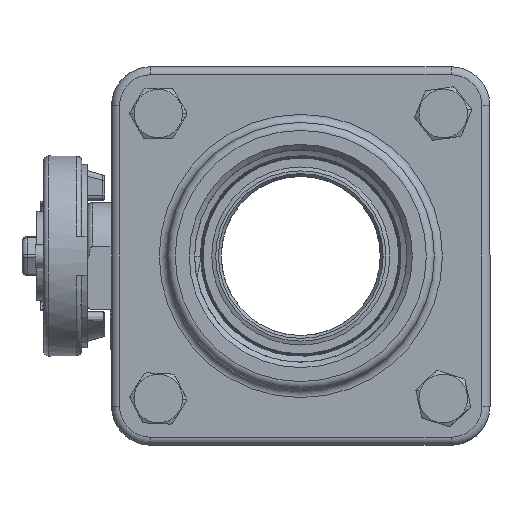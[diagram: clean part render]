
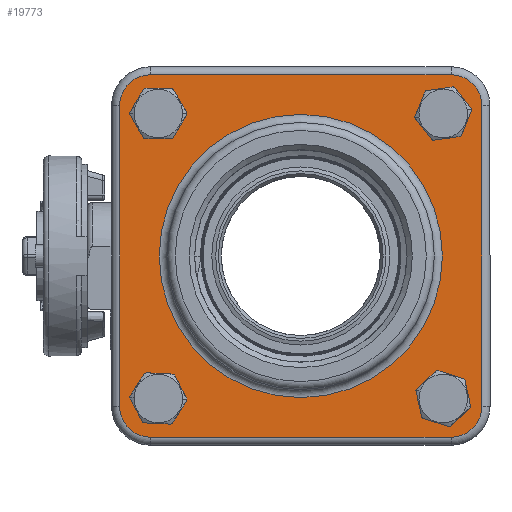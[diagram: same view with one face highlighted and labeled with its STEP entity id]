
A CAD part, left-side view. The second image highlights one B-rep face of the part: STEP entity #19773.
In plain terms, the highlighted planar face has unit normal (-1, 0, 0).
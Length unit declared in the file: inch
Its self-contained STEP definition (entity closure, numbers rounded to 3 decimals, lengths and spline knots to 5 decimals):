
#1081=FACE_BOUND('',#2917,.T.);
#1082=FACE_BOUND('',#2918,.T.);
#1083=FACE_BOUND('',#2919,.T.);
#1084=FACE_BOUND('',#2920,.T.);
#1085=FACE_BOUND('',#2921,.T.);
#1663=FACE_OUTER_BOUND('',#2916,.T.);
#2916=EDGE_LOOP('',(#14080,#14081,#14082,#14083,#14084,#14085,#14086,#14087));
#2917=EDGE_LOOP('',(#14088));
#2918=EDGE_LOOP('',(#14089));
#2919=EDGE_LOOP('',(#14090));
#2920=EDGE_LOOP('',(#14091));
#2921=EDGE_LOOP('',(#14092));
#4290=CIRCLE('',#21672,1.59);
#4291=CIRCLE('',#21674,0.3475);
#4292=CIRCLE('',#21675,0.3475);
#4293=CIRCLE('',#21676,0.3475);
#4294=CIRCLE('',#21677,0.3475);
#4295=CIRCLE('',#21678,0.219);
#4296=CIRCLE('',#21679,0.219);
#4297=CIRCLE('',#21680,0.219);
#4298=CIRCLE('',#21681,0.219);
#4950=LINE('',#31133,#6704);
#4951=LINE('',#31137,#6705);
#4952=LINE('',#31141,#6706);
#4953=LINE('',#31144,#6707);
#6704=VECTOR('',#24231,0.3937);
#6705=VECTOR('',#24234,0.3937);
#6706=VECTOR('',#24237,0.3937);
#6707=VECTOR('',#24240,0.3937);
#8609=VERTEX_POINT('',#31125);
#8610=VERTEX_POINT('',#31129);
#8611=VERTEX_POINT('',#31130);
#8612=VERTEX_POINT('',#31132);
#8613=VERTEX_POINT('',#31134);
#8614=VERTEX_POINT('',#31136);
#8615=VERTEX_POINT('',#31138);
#8616=VERTEX_POINT('',#31140);
#8617=VERTEX_POINT('',#31142);
#8618=VERTEX_POINT('',#31145);
#8619=VERTEX_POINT('',#31147);
#8620=VERTEX_POINT('',#31149);
#8621=VERTEX_POINT('',#31151);
#10653=EDGE_CURVE('',#8609,#8609,#4290,.T.);
#10654=EDGE_CURVE('',#8610,#8611,#4291,.T.);
#10655=EDGE_CURVE('',#8612,#8610,#4950,.T.);
#10656=EDGE_CURVE('',#8613,#8612,#4292,.T.);
#10657=EDGE_CURVE('',#8614,#8613,#4951,.T.);
#10658=EDGE_CURVE('',#8615,#8614,#4293,.T.);
#10659=EDGE_CURVE('',#8616,#8615,#4952,.T.);
#10660=EDGE_CURVE('',#8617,#8616,#4294,.T.);
#10661=EDGE_CURVE('',#8611,#8617,#4953,.T.);
#10662=EDGE_CURVE('',#8618,#8618,#4295,.T.);
#10663=EDGE_CURVE('',#8619,#8619,#4296,.T.);
#10664=EDGE_CURVE('',#8620,#8620,#4297,.T.);
#10665=EDGE_CURVE('',#8621,#8621,#4298,.T.);
#14080=ORIENTED_EDGE('',*,*,#10654,.F.);
#14081=ORIENTED_EDGE('',*,*,#10655,.F.);
#14082=ORIENTED_EDGE('',*,*,#10656,.F.);
#14083=ORIENTED_EDGE('',*,*,#10657,.F.);
#14084=ORIENTED_EDGE('',*,*,#10658,.F.);
#14085=ORIENTED_EDGE('',*,*,#10659,.F.);
#14086=ORIENTED_EDGE('',*,*,#10660,.F.);
#14087=ORIENTED_EDGE('',*,*,#10661,.F.);
#14088=ORIENTED_EDGE('',*,*,#10662,.T.);
#14089=ORIENTED_EDGE('',*,*,#10663,.T.);
#14090=ORIENTED_EDGE('',*,*,#10664,.T.);
#14091=ORIENTED_EDGE('',*,*,#10665,.T.);
#14092=ORIENTED_EDGE('',*,*,#10653,.F.);
#19070=PLANE('',#21673);
#19773=ADVANCED_FACE('',(#1663,#1081,#1082,#1083,#1084,#1085),#19070,.T.);
#21672=AXIS2_PLACEMENT_3D('',#31127,#24225,#24226);
#21673=AXIS2_PLACEMENT_3D('',#31128,#24227,#24228);
#21674=AXIS2_PLACEMENT_3D('',#31131,#24229,#24230);
#21675=AXIS2_PLACEMENT_3D('',#31135,#24232,#24233);
#21676=AXIS2_PLACEMENT_3D('',#31139,#24235,#24236);
#21677=AXIS2_PLACEMENT_3D('',#31143,#24238,#24239);
#21678=AXIS2_PLACEMENT_3D('',#31146,#24241,#24242);
#21679=AXIS2_PLACEMENT_3D('',#31148,#24243,#24244);
#21680=AXIS2_PLACEMENT_3D('',#31150,#24245,#24246);
#21681=AXIS2_PLACEMENT_3D('',#31152,#24247,#24248);
#24225=DIRECTION('center_axis',(-1.,0.,0.));
#24226=DIRECTION('ref_axis',(0.,-1.,0.));
#24227=DIRECTION('center_axis',(-1.,0.,0.));
#24228=DIRECTION('ref_axis',(0.,0.,1.));
#24229=DIRECTION('center_axis',(1.,0.,0.));
#24230=DIRECTION('ref_axis',(0.,0.707,-0.707));
#24231=DIRECTION('',(0.,1.,0.));
#24232=DIRECTION('center_axis',(1.,0.,0.));
#24233=DIRECTION('ref_axis',(0.,-0.707,-0.707));
#24234=DIRECTION('',(0.,0.,-1.));
#24235=DIRECTION('center_axis',(1.,0.,0.));
#24236=DIRECTION('ref_axis',(0.,-0.707,0.707));
#24237=DIRECTION('',(0.,-1.,0.));
#24238=DIRECTION('center_axis',(1.,0.,0.));
#24239=DIRECTION('ref_axis',(0.,0.707,0.707));
#24240=DIRECTION('',(0.,0.,1.));
#24241=DIRECTION('center_axis',(1.,0.,0.));
#24242=DIRECTION('ref_axis',(0.,0.,-1.));
#24243=DIRECTION('center_axis',(1.,0.,0.));
#24244=DIRECTION('ref_axis',(0.,0.,-1.));
#24245=DIRECTION('center_axis',(1.,0.,0.));
#24246=DIRECTION('ref_axis',(0.,0.,-1.));
#24247=DIRECTION('center_axis',(1.,0.,0.));
#24248=DIRECTION('ref_axis',(0.,0.,-1.));
#31125=CARTESIAN_POINT('',(0.,0.,
1.59));
#31127=CARTESIAN_POINT('Origin',(0.,0.,0.));
#31128=CARTESIAN_POINT('Origin',(0.,1.8125,0.));
#31129=CARTESIAN_POINT('',(0.,1.6875,-2.035));
#31130=CARTESIAN_POINT('',(0.,2.035,-1.6875));
#31131=CARTESIAN_POINT('Origin',(0.,1.6875,-1.6875));
#31132=CARTESIAN_POINT('',(0.,-1.6875,-2.035));
#31133=CARTESIAN_POINT('',(0.,1.96875,-2.035));
#31134=CARTESIAN_POINT('',(0.,-2.035,-1.6875));
#31135=CARTESIAN_POINT('Origin',(0.,-1.6875,-1.6875));
#31136=CARTESIAN_POINT('',(0.,-2.035,1.6875));
#31137=CARTESIAN_POINT('',(0.,-2.035,-1.0625));
#31138=CARTESIAN_POINT('',(0.,-1.6875,2.035));
#31139=CARTESIAN_POINT('Origin',(0.,-1.6875,1.6875));
#31140=CARTESIAN_POINT('',(0.,1.6875,2.035));
#31141=CARTESIAN_POINT('',(0.,-0.15625,2.035));
#31142=CARTESIAN_POINT('',(0.,2.035,1.6875));
#31143=CARTESIAN_POINT('Origin',(0.,1.6875,1.6875));
#31144=CARTESIAN_POINT('',(0.,2.035,1.0625));
#31145=CARTESIAN_POINT('',(0.,-1.6,-1.381));
#31146=CARTESIAN_POINT('Origin',(0.,-1.6,-1.6));
#31147=CARTESIAN_POINT('',(0.,-1.6,1.819));
#31148=CARTESIAN_POINT('Origin',(0.,-1.6,1.6));
#31149=CARTESIAN_POINT('',(0.,1.6,1.819));
#31150=CARTESIAN_POINT('Origin',(0.,1.6,1.6));
#31151=CARTESIAN_POINT('',(0.,1.6,-1.381));
#31152=CARTESIAN_POINT('Origin',(0.,1.6,-1.6));
